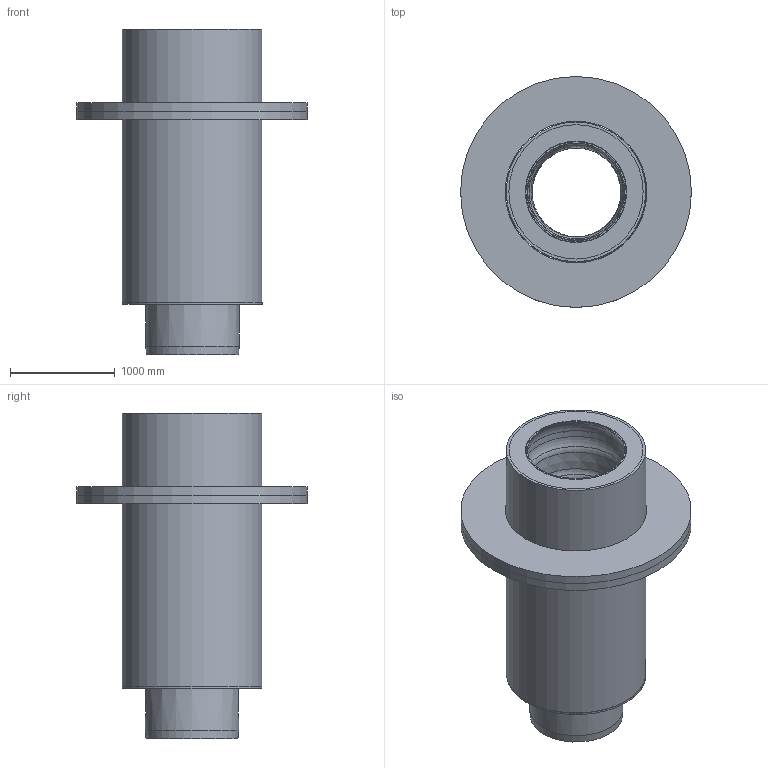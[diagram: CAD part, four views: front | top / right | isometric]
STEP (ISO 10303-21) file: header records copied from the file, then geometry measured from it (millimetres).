
FILE_DESCRIPTION(/* description */ (''),/* implementation_level */ '2;1');
FILE_NAME(/* name */ '82651.080X_3D.stp',/* time_stamp */ '2024-12-12T09:49:49+01:00',/* author */ ('CAD'),/* organization */ (''),/* preprocessor_version */ 'ST-DEVELOPER v20',/* originating_system */ 'AutoCAD Mechanical',/* authorisation */ '');
FILE_SCHEMA (('AUTOMOTIVE_DESIGN { 1 0 10303 214 3 1 1 }'));
Length unit declared in the file: centimetre
Products named in the file (1): Product
Bounding box: 2200 x 2200 x 3101.43 mm (x, y, z)
Volume: 952463023.2 mm3; surface area: 55119346.3 mm2
Topology: 6 solids, 6 shells, 52 faces, 105 edges, 66 vertices
Faces by surface type: cone 18, plane 13, torus 11, cylinder 10
Full cylindrical faces by diameter (mm): 890 x1, 1022 x1, 1190 x1, 1280 x1, 1330 x2, 1350 x2, 2200 x2
Entity records: 1440 total; most frequent: DIRECTION 288, CARTESIAN_POINT 224, ORIENTED_EDGE 210, AXIS2_PLACEMENT_3D 130, EDGE_CURVE 105, CIRCLE 77, VERTEX_POINT 66, EDGE_LOOP 65
